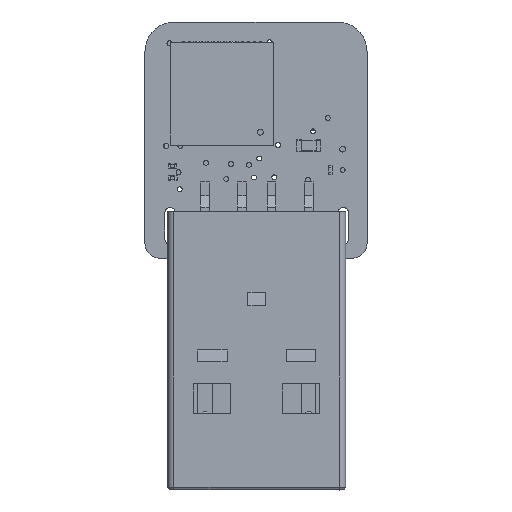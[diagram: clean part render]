
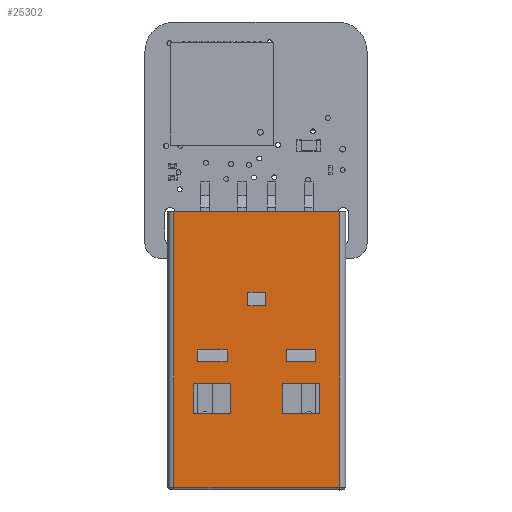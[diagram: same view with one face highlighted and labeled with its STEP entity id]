
A CAD part, top view. The second image highlights one B-rep face of the part: STEP entity #25302.
In plain terms, the highlighted face is planar.
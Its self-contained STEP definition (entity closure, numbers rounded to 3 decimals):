
#342=FACE_BOUND('',#8787,.T.);
#343=FACE_BOUND('',#8788,.T.);
#344=FACE_BOUND('',#8789,.T.);
#345=FACE_BOUND('',#8790,.T.);
#346=FACE_BOUND('',#8791,.T.);
#2485=LINE('',#40260,#5337);
#2647=LINE('',#40693,#5499);
#2659=LINE('',#40721,#5511);
#2660=LINE('',#40723,#5512);
#2661=LINE('',#40726,#5513);
#2662=LINE('',#40728,#5514);
#2663=LINE('',#40730,#5515);
#2664=LINE('',#40731,#5516);
#2665=LINE('',#40734,#5517);
#2666=LINE('',#40736,#5518);
#2667=LINE('',#40738,#5519);
#2668=LINE('',#40739,#5520);
#2669=LINE('',#40742,#5521);
#2670=LINE('',#40744,#5522);
#2671=LINE('',#40746,#5523);
#2672=LINE('',#40747,#5524);
#2673=LINE('',#40750,#5525);
#2674=LINE('',#40752,#5526);
#2675=LINE('',#40754,#5527);
#2676=LINE('',#40755,#5528);
#2677=LINE('',#40758,#5529);
#2678=LINE('',#40760,#5530);
#2679=LINE('',#40762,#5531);
#2680=LINE('',#40763,#5532);
#5337=VECTOR('',#33128,11.2);
#5499=VECTOR('',#33462,18.627);
#5511=VECTOR('',#33498,11.2);
#5512=VECTOR('',#33501,18.627);
#5513=VECTOR('',#33502,2.);
#5514=VECTOR('',#33503,2.5);
#5515=VECTOR('',#33504,2.);
#5516=VECTOR('',#33505,2.5);
#5517=VECTOR('',#33506,2.5);
#5518=VECTOR('',#33507,2.);
#5519=VECTOR('',#33508,2.5);
#5520=VECTOR('',#33509,2.);
#5521=VECTOR('',#33510,0.777);
#5522=VECTOR('',#33511,2.);
#5523=VECTOR('',#33512,0.777);
#5524=VECTOR('',#33513,2.);
#5525=VECTOR('',#33514,0.777);
#5526=VECTOR('',#33515,2.);
#5527=VECTOR('',#33516,0.777);
#5528=VECTOR('',#33517,2.);
#5529=VECTOR('',#33518,0.91);
#5530=VECTOR('',#33519,1.2);
#5531=VECTOR('',#33520,0.91);
#5532=VECTOR('',#33521,1.2);
#7385=FACE_OUTER_BOUND('',#8786,.T.);
#8786=EDGE_LOOP('',(#21005,#21006,#21007,#21008));
#8787=EDGE_LOOP('',(#21009,#21010,#21011,#21012));
#8788=EDGE_LOOP('',(#21013,#21014,#21015,#21016));
#8789=EDGE_LOOP('',(#21017,#21018,#21019,#21020));
#8790=EDGE_LOOP('',(#21021,#21022,#21023,#21024));
#8791=EDGE_LOOP('',(#21025,#21026,#21027,#21028));
#11381=VERTEX_POINT('',#40257);
#11382=VERTEX_POINT('',#40259);
#11553=VERTEX_POINT('',#40691);
#11557=VERTEX_POINT('',#40717);
#11558=VERTEX_POINT('',#40724);
#11559=VERTEX_POINT('',#40725);
#11560=VERTEX_POINT('',#40727);
#11561=VERTEX_POINT('',#40729);
#11562=VERTEX_POINT('',#40732);
#11563=VERTEX_POINT('',#40733);
#11564=VERTEX_POINT('',#40735);
#11565=VERTEX_POINT('',#40737);
#11566=VERTEX_POINT('',#40740);
#11567=VERTEX_POINT('',#40741);
#11568=VERTEX_POINT('',#40743);
#11569=VERTEX_POINT('',#40745);
#11570=VERTEX_POINT('',#40748);
#11571=VERTEX_POINT('',#40749);
#11572=VERTEX_POINT('',#40751);
#11573=VERTEX_POINT('',#40753);
#11574=VERTEX_POINT('',#40756);
#11575=VERTEX_POINT('',#40757);
#11576=VERTEX_POINT('',#40759);
#11577=VERTEX_POINT('',#40761);
#14562=EDGE_CURVE('',#11382,#11381,#2485,.T.);
#14776=EDGE_CURVE('',#11381,#11553,#2647,.T.);
#14791=EDGE_CURVE('',#11557,#11553,#2659,.T.);
#14792=EDGE_CURVE('',#11382,#11557,#2660,.T.);
#14793=EDGE_CURVE('',#11558,#11559,#2661,.T.);
#14794=EDGE_CURVE('',#11560,#11558,#2662,.T.);
#14795=EDGE_CURVE('',#11561,#11560,#2663,.T.);
#14796=EDGE_CURVE('',#11559,#11561,#2664,.T.);
#14797=EDGE_CURVE('',#11562,#11563,#2665,.T.);
#14798=EDGE_CURVE('',#11564,#11562,#2666,.T.);
#14799=EDGE_CURVE('',#11565,#11564,#2667,.T.);
#14800=EDGE_CURVE('',#11563,#11565,#2668,.T.);
#14801=EDGE_CURVE('',#11566,#11567,#2669,.T.);
#14802=EDGE_CURVE('',#11568,#11566,#2670,.T.);
#14803=EDGE_CURVE('',#11569,#11568,#2671,.T.);
#14804=EDGE_CURVE('',#11567,#11569,#2672,.T.);
#14805=EDGE_CURVE('',#11570,#11571,#2673,.T.);
#14806=EDGE_CURVE('',#11572,#11570,#2674,.T.);
#14807=EDGE_CURVE('',#11573,#11572,#2675,.T.);
#14808=EDGE_CURVE('',#11573,#11571,#2676,.T.);
#14809=EDGE_CURVE('',#11574,#11575,#2677,.T.);
#14810=EDGE_CURVE('',#11576,#11574,#2678,.T.);
#14811=EDGE_CURVE('',#11576,#11577,#2679,.T.);
#14812=EDGE_CURVE('',#11577,#11575,#2680,.T.);
#21005=ORIENTED_EDGE('',*,*,#14791,.F.);
#21006=ORIENTED_EDGE('',*,*,#14792,.F.);
#21007=ORIENTED_EDGE('',*,*,#14562,.T.);
#21008=ORIENTED_EDGE('',*,*,#14776,.T.);
#21009=ORIENTED_EDGE('',*,*,#14793,.F.);
#21010=ORIENTED_EDGE('',*,*,#14794,.F.);
#21011=ORIENTED_EDGE('',*,*,#14795,.F.);
#21012=ORIENTED_EDGE('',*,*,#14796,.F.);
#21013=ORIENTED_EDGE('',*,*,#14797,.F.);
#21014=ORIENTED_EDGE('',*,*,#14798,.F.);
#21015=ORIENTED_EDGE('',*,*,#14799,.F.);
#21016=ORIENTED_EDGE('',*,*,#14800,.F.);
#21017=ORIENTED_EDGE('',*,*,#14801,.F.);
#21018=ORIENTED_EDGE('',*,*,#14802,.F.);
#21019=ORIENTED_EDGE('',*,*,#14803,.F.);
#21020=ORIENTED_EDGE('',*,*,#14804,.F.);
#21021=ORIENTED_EDGE('',*,*,#14805,.F.);
#21022=ORIENTED_EDGE('',*,*,#14806,.F.);
#21023=ORIENTED_EDGE('',*,*,#14807,.F.);
#21024=ORIENTED_EDGE('',*,*,#14808,.T.);
#21025=ORIENTED_EDGE('',*,*,#14809,.F.);
#21026=ORIENTED_EDGE('',*,*,#14810,.F.);
#21027=ORIENTED_EDGE('',*,*,#14811,.T.);
#21028=ORIENTED_EDGE('',*,*,#14812,.T.);
#23154=PLANE('',#27632);
#25302=ADVANCED_FACE('',(#7385,#342,#343,#344,#345,#346),#23154,.T.);
#27632=AXIS2_PLACEMENT_3D('',#40722,#33499,#33500);
#33128=DIRECTION('',(-1.,0.,0.));
#33462=DIRECTION('',(0.,0.,1.));
#33498=DIRECTION('',(-1.,0.,0.));
#33499=DIRECTION('center_axis',(0.,1.,0.));
#33500=DIRECTION('ref_axis',(-1.,0.,0.));
#33501=DIRECTION('',(0.,0.,1.));
#33502=DIRECTION('',(0.,0.,-1.));
#33503=DIRECTION('',(1.,0.,0.));
#33504=DIRECTION('',(0.,0.,1.));
#33505=DIRECTION('',(-1.,0.,0.));
#33506=DIRECTION('',(-1.,0.,0.));
#33507=DIRECTION('',(0.,0.,-1.));
#33508=DIRECTION('',(1.,0.,0.));
#33509=DIRECTION('',(0.,0.,1.));
#33510=DIRECTION('',(0.,0.,1.));
#33511=DIRECTION('',(-1.,0.,0.));
#33512=DIRECTION('',(0.,0.,-1.));
#33513=DIRECTION('',(1.,0.,0.));
#33514=DIRECTION('',(0.,0.,1.));
#33515=DIRECTION('',(-1.,0.,0.));
#33516=DIRECTION('',(0.,0.,-1.));
#33517=DIRECTION('',(-1.,0.,0.));
#33518=DIRECTION('',(0.,0.,-1.));
#33519=DIRECTION('',(1.,0.,0.));
#33520=DIRECTION('',(0.,0.,-1.));
#33521=DIRECTION('',(1.,0.,0.));
#40257=CARTESIAN_POINT('',(-5.6,2.25,-9.4));
#40259=CARTESIAN_POINT('',(5.6,2.25,-9.4));
#40260=CARTESIAN_POINT('',(5.6,2.25,-9.4));
#40691=CARTESIAN_POINT('',(-5.6,2.25,9.227));
#40693=CARTESIAN_POINT('',(-5.6,2.25,-9.4));
#40717=CARTESIAN_POINT('',(5.6,2.25,9.227));
#40721=CARTESIAN_POINT('',(5.6,2.25,9.227));
#40722=CARTESIAN_POINT('Origin',(5.6,2.25,-9.4));
#40723=CARTESIAN_POINT('',(5.6,2.25,-9.4));
#40724=CARTESIAN_POINT('',(4.25,2.25,4.24));
#40725=CARTESIAN_POINT('',(4.25,2.25,2.24));
#40726=CARTESIAN_POINT('',(4.25,2.25,4.24));
#40727=CARTESIAN_POINT('',(1.75,2.25,4.24));
#40728=CARTESIAN_POINT('',(1.75,2.25,4.24));
#40729=CARTESIAN_POINT('',(1.75,2.25,2.24));
#40730=CARTESIAN_POINT('',(1.75,2.25,2.24));
#40731=CARTESIAN_POINT('',(4.25,2.25,2.24));
#40732=CARTESIAN_POINT('',(-1.75,2.25,2.24));
#40733=CARTESIAN_POINT('',(-4.25,2.25,2.24));
#40734=CARTESIAN_POINT('',(-1.75,2.25,2.24));
#40735=CARTESIAN_POINT('',(-1.75,2.25,4.24));
#40736=CARTESIAN_POINT('',(-1.75,2.25,4.24));
#40737=CARTESIAN_POINT('',(-4.25,2.25,4.24));
#40738=CARTESIAN_POINT('',(-4.25,2.25,4.24));
#40739=CARTESIAN_POINT('',(-4.25,2.25,2.24));
#40740=CARTESIAN_POINT('',(2.,2.25,-0.05));
#40741=CARTESIAN_POINT('',(2.,2.25,0.727));
#40742=CARTESIAN_POINT('',(2.,2.25,-0.05));
#40743=CARTESIAN_POINT('',(4.,2.25,-0.05));
#40744=CARTESIAN_POINT('',(4.,2.25,-0.05));
#40745=CARTESIAN_POINT('',(4.,2.25,0.727));
#40746=CARTESIAN_POINT('',(4.,2.25,0.727));
#40747=CARTESIAN_POINT('',(2.,2.25,0.727));
#40748=CARTESIAN_POINT('',(-4.,2.25,-0.05));
#40749=CARTESIAN_POINT('',(-4.,2.25,0.727));
#40750=CARTESIAN_POINT('',(-4.,2.25,-0.05));
#40751=CARTESIAN_POINT('',(-2.,2.25,-0.05));
#40752=CARTESIAN_POINT('',(-2.,2.25,-0.05));
#40753=CARTESIAN_POINT('',(-2.,2.25,0.727));
#40754=CARTESIAN_POINT('',(-2.,2.25,0.727));
#40755=CARTESIAN_POINT('',(-2.,2.25,0.727));
#40756=CARTESIAN_POINT('',(0.6,2.25,-3.05));
#40757=CARTESIAN_POINT('',(0.6,2.25,-3.96));
#40758=CARTESIAN_POINT('',(0.6,2.25,-3.05));
#40759=CARTESIAN_POINT('',(-0.6,2.25,-3.05));
#40760=CARTESIAN_POINT('',(-0.6,2.25,-3.05));
#40761=CARTESIAN_POINT('',(-0.6,2.25,-3.96));
#40762=CARTESIAN_POINT('',(-0.6,2.25,-3.05));
#40763=CARTESIAN_POINT('',(-0.6,2.25,-3.96));
